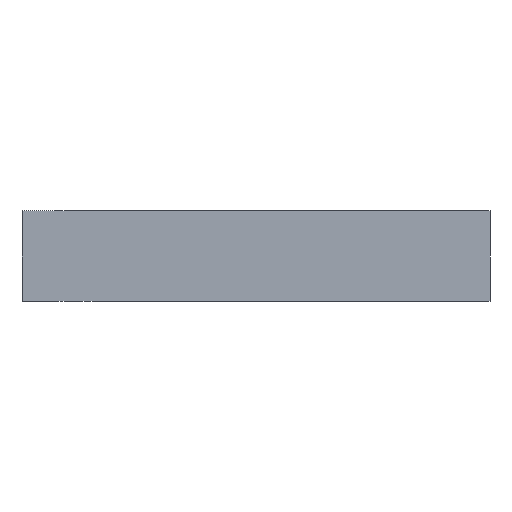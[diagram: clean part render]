
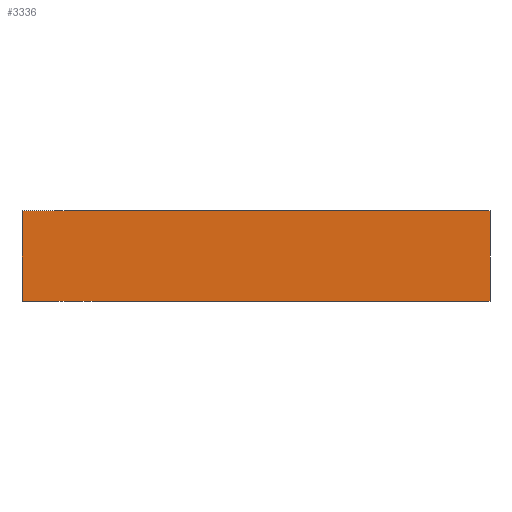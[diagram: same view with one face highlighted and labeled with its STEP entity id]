
A CAD part, front view. The second image highlights one B-rep face of the part: STEP entity #3336.
In plain terms, the highlighted planar face has unit normal (0, -1, 0).
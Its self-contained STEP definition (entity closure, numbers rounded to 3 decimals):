
#2733=CARTESIAN_POINT('POINT163',(0.059,0.192,0.132)
   );
#2734=VERTEX_POINT('VERTEX163',#2733);
#2741=CARTESIAN_POINT('POINT164',(0.133,0.192,
   0.132));
#2742=VERTEX_POINT('VERTEX164',#2741);
#2743=CARTESIAN_POINT('POS326',(0.092,0.192,
   0.132));
#2744=DIRECTION('DIR477',(1.,0.,0.));
#2745=VECTOR('VEC175',#2744,1.);
#2746=LINE('STRAIGHT175',#2743,#2745);
#2747=EDGE_CURVE('EDGE243',#2734,#2742,#2746,.T.);
#2933=CARTESIAN_POINT('POINT185',(0.133,0.192,
   0.117));
#2934=VERTEX_POINT('VERTEX185',#2933);
#2935=CARTESIAN_POINT('POS343',(0.133,0.192,
   0.117));
#2936=DIRECTION('DIR501',(0.,0.,1.));
#2937=VECTOR('VEC185',#2936,1.);
#2938=LINE('STRAIGHT185',#2935,#2937);
#2939=EDGE_CURVE('EDGE265',#2934,#2742,#2938,.T.);
#3298=CARTESIAN_POINT('POINT204',(0.059,0.192,0.117)
   );
#3299=VERTEX_POINT('VERTEX204',#3298);
#3306=CARTESIAN_POINT('POS390',(0.059,0.192,0.117));
#3307=DIRECTION('DIR561',(0.,0.,-1.));
#3308=VECTOR('VEC219',#3307,1.);
#3309=LINE('STRAIGHT219',#3306,#3308);
#3310=EDGE_CURVE('EDGE299',#2734,#3299,#3309,.T.);
#3320=ORIENTED_EDGE('COEDGE565',*,*,#2747,.F.);
#3321=ORIENTED_EDGE('COEDGE566',*,*,#3310,.T.);
#3322=CARTESIAN_POINT('POS392',(0.092,0.192,
   0.117));
#3323=DIRECTION('DIR564',(-1.,0.,0.));
#3324=VECTOR('VEC220',#3323,1.);
#3325=LINE('STRAIGHT220',#3322,#3324);
#3326=EDGE_CURVE('EDGE300',#2934,#3299,#3325,.T.);
#3327=ORIENTED_EDGE('COEDGE567',*,*,#3326,.F.);
#3328=ORIENTED_EDGE('COEDGE568',*,*,#2939,.T.);
#3329=EDGE_LOOP('NONE',(#3320,#3321,#3327,#3328));
#3330=FACE_BOUND('LOOP1',#3329,.T.);
#3331=CARTESIAN_POINT('POS393',(0.092,0.192,
   0.117));
#3332=DIRECTION('DIR565',(0.,1.,0.));
#3333=DIRECTION('DIR566',(1.,0.,0.));
#3334=AXIS2_PLACEMENT_3D('AXIS173',#3331,#3332,#3333);
#3335=PLANE('PLANE65',#3334);
#3336=ADVANCED_FACE('FACE99',(#3330),#3335,.F.);
